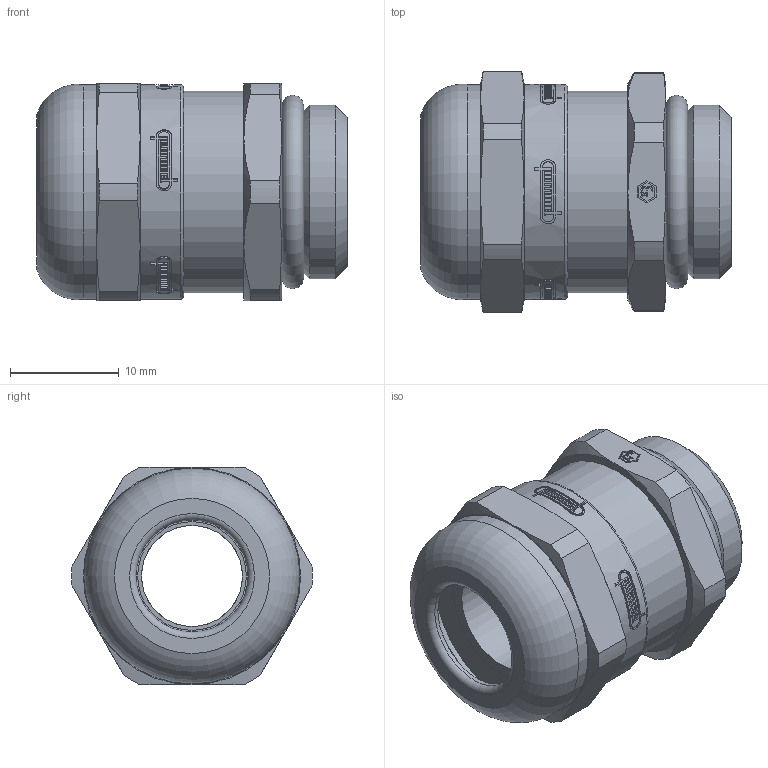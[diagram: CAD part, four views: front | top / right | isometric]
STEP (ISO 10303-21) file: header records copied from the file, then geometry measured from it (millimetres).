
FILE_DESCRIPTION(/* description */ ('HSK-M-EMV-Ex Metr.-HSK-EMV-Ex-e Cable Glands'),/* implementation_level */ '2;1');
FILE_NAME(/* name */ 'HU1616160050.stp',/* time_stamp */ '2021-10-20T14:22:44+02:00',/* author */ ('sl'),/* organization */ ('HUMMEL'),/* preprocessor_version */ 'ST-DEVELOPER v16.5',/* originating_system */ 'Autodesk Inventor 2017',/* authorisation */ '');
FILE_SCHEMA (('AUTOMOTIVE_DESIGN { 1 0 10303 214 3 1 1 }'));
Length unit declared in the file: millimetre
Products named in the file (6): HU1616160050; HSK-M-EMV-Ex 1.616.1600.50-Gland; HSK-M-EMV-Ex 1.616.1600.50-Nut; HSK-M-EMV-Ex 1.616.1600.50-Clamping insert; HSK-M-EMV-Ex 1.616.1600.50-Sealing insert; HSK-M-EMV-Ex 1.616.1600.50-O-Ring
Assembly tree (5 placements, depth 2):
  HU1616160050
    HSK-M-EMV-Ex 1.616.1600.50-Gland
    HSK-M-EMV-Ex 1.616.1600.50-Nut
    HSK-M-EMV-Ex 1.616.1600.50-Clamping insert
    HSK-M-EMV-Ex 1.616.1600.50-Sealing insert
    HSK-M-EMV-Ex 1.616.1600.50-O-Ring
Bounding box: 28.56 x 22.19 x 20 mm (x, y, z)
Volume: 5563.4 mm3; surface area: 7269 mm2
Topology: 5 solids, 5 shells, 542 faces, 1432 edges, 944 vertices
Faces by surface type: plane 417, cylinder 92, cone 27, torus 6
Full cylindrical faces by diameter (mm): 10 x1, 10.2 x1, 10.3 x1, 12 x2, 12.1 x2, 13.8 x1, 15 x2, 15.9 x2, 16 x1, 17.26 x1, 17.4 x1, 17.93 x2, 18.6 x1, 19.8 x2
Entity records: 17449 total; most frequent: CARTESIAN_POINT 3713, DIRECTION 2905, ORIENTED_EDGE 2790, EDGE_CURVE 1395, AXIS2_PLACEMENT_3D 1039, VERTEX_POINT 941, LINE 827, VECTOR 827
